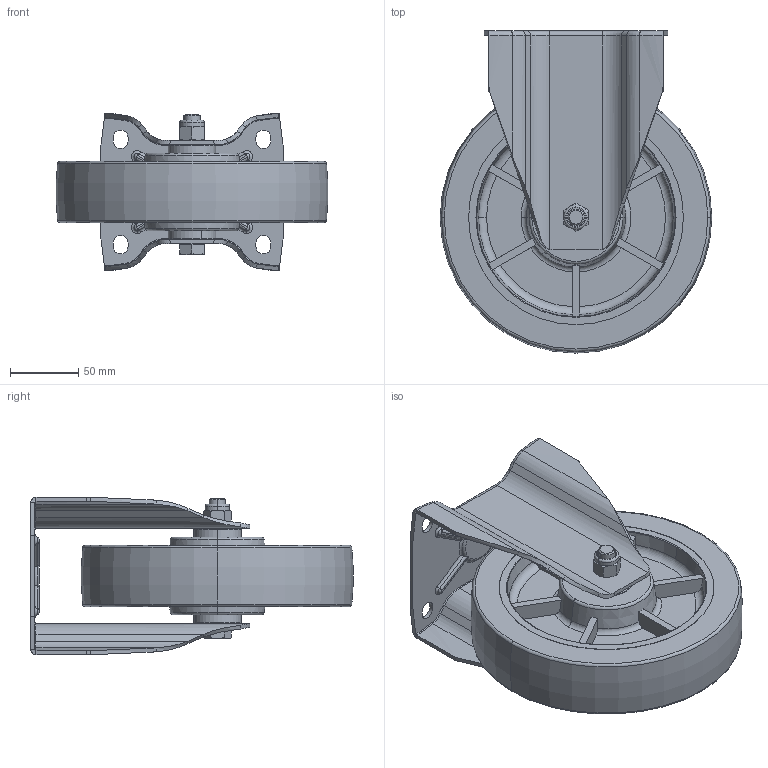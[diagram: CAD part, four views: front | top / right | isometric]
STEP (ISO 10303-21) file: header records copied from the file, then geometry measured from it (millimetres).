
FILE_DESCRIPTION (( 'STEP AP203' ), '1' );
FILE_NAME ('R8043.STEP', '2020-02-24T04:25:42', ( '' ), ( '' ), 'SwSTEP 2.0', 'SolidWorks 2013', '' );
FILE_SCHEMA (( 'CONFIG_CONTROL_DESIGN' ));
Length unit declared in the file: millimetre
Products named in the file (1): R8043
Bounding box: 199.76 x 236.88 x 115.87 mm (x, y, z)
Volume: 1249477.9 mm3; surface area: 246927.1 mm2
Topology: 8 solids, 8 shells, 634 faces, 1942 edges, 1220 vertices
Faces by surface type: torus 223, cylinder 142, plane 138, sphere 64, cone 35, bspline 32
Entity records: 25394 total; most frequent: CARTESIAN_POINT 9273, ORIENTED_EDGE 3644, DIRECTION 3223, EDGE_CURVE 1822, AXIS2_PLACEMENT_3D 1434, VERTEX_POINT 1164, CIRCLE 831, EDGE_LOOP 674
